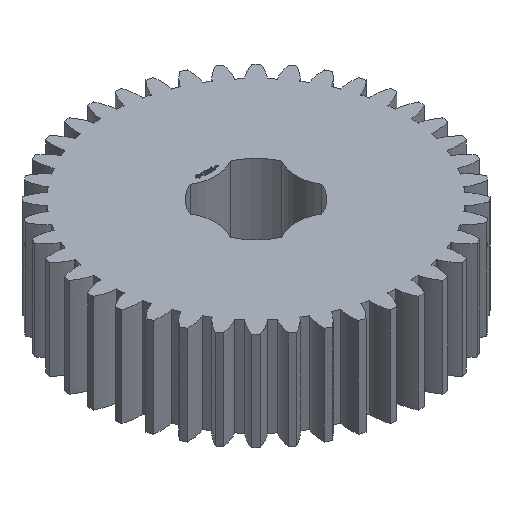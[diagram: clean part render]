
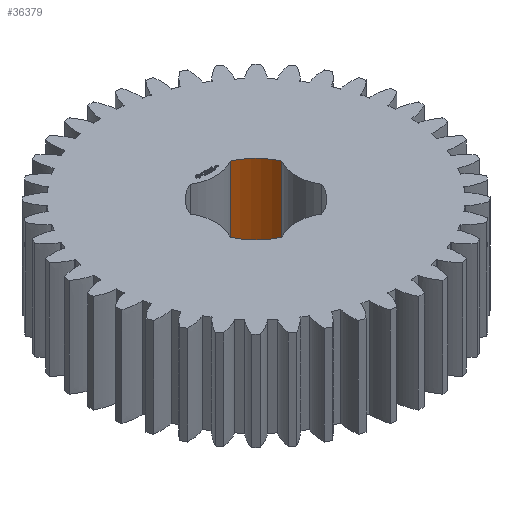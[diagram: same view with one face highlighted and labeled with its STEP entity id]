
A CAD part, isometric view. The second image highlights one B-rep face of the part: STEP entity #36379.
In plain terms, the highlighted cylindrical face has radius 6.35 mm (diameter 12.7 mm), a partial arc.
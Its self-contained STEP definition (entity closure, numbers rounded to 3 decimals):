
#93 = PLANE('',#94);
#94 = AXIS2_PLACEMENT_3D('',#95,#96,#97);
#95 = CARTESIAN_POINT('',(0.,0.,12.5)
  );
#96 = DIRECTION('',(0.,0.,1.));
#97 = DIRECTION('',(1.,0.,0.));
#168 = PLANE('',#169);
#169 = AXIS2_PLACEMENT_3D('',#170,#171,#172);
#170 = CARTESIAN_POINT('',(0.,0.,0.));
#171 = DIRECTION('',(0.,0.,1.));
#172 = DIRECTION('',(1.,0.,0.));
#11594 = VERTEX_POINT('',#11595);
#11595 = CARTESIAN_POINT('',(2.55,5.816,0.));
#11610 = CYLINDRICAL_SURFACE('',#11611,4.9);
#11611 = AXIS2_PLACEMENT_3D('',#11612,#11613,#11614);
#11612 = CARTESIAN_POINT('',(0.,10.,0.));
#11613 = DIRECTION('',(0.,-0.,-1.));
#11614 = DIRECTION('',(0.707,0.707,0.));
#11622 = EDGE_CURVE('',#11623,#11594,#11625,.T.);
#11623 = VERTEX_POINT('',#11624);
#11624 = CARTESIAN_POINT('',(5.816,2.55,0.));
#11625 = SURFACE_CURVE('',#11626,(#11631,#11638),.PCURVE_S1.);
#11626 = CIRCLE('',#11627,6.35);
#11627 = AXIS2_PLACEMENT_3D('',#11628,#11629,#11630);
#11628 = CARTESIAN_POINT('',(0.,0.,0.));
#11629 = DIRECTION('',(0.,-0.,1.));
#11630 = DIRECTION('',(0.707,0.707,0.));
#11631 = PCURVE('',#168,#11632);
#11632 = DEFINITIONAL_REPRESENTATION('',(#11633),#11637);
#11633 = CIRCLE('',#11634,6.35);
#11634 = AXIS2_PLACEMENT_2D('',#11635,#11636);
#11635 = CARTESIAN_POINT('',(0.,0.));
#11636 = DIRECTION('',(0.707,0.707));
#11637 = ( GEOMETRIC_REPRESENTATION_CONTEXT(2) 
PARAMETRIC_REPRESENTATION_CONTEXT() REPRESENTATION_CONTEXT('2D SPACE',''
  ) );
#11638 = PCURVE('',#11639,#11644);
#11639 = CYLINDRICAL_SURFACE('',#11640,6.35);
#11640 = AXIS2_PLACEMENT_3D('',#11641,#11642,#11643);
#11641 = CARTESIAN_POINT('',(0.,0.,0.));
#11642 = DIRECTION('',(0.,-0.,-1.));
#11643 = DIRECTION('',(0.707,0.707,0.));
#11644 = DEFINITIONAL_REPRESENTATION('',(#11645),#11649);
#11645 = LINE('',#11646,#11647);
#11646 = CARTESIAN_POINT('',(-0.,0.));
#11647 = VECTOR('',#11648,1.);
#11648 = DIRECTION('',(-1.,0.));
#11649 = ( GEOMETRIC_REPRESENTATION_CONTEXT(2) 
PARAMETRIC_REPRESENTATION_CONTEXT() REPRESENTATION_CONTEXT('2D SPACE',''
  ) );
#11668 = CYLINDRICAL_SURFACE('',#11669,4.9);
#11669 = AXIS2_PLACEMENT_3D('',#11670,#11671,#11672);
#11670 = CARTESIAN_POINT('',(10.,0.,0.));
#11671 = DIRECTION('',(0.,-0.,-1.));
#11672 = DIRECTION('',(0.707,0.707,0.));
#19930 = VERTEX_POINT('',#19931);
#19931 = CARTESIAN_POINT('',(2.55,5.816,12.5));
#19953 = EDGE_CURVE('',#19954,#19930,#19956,.T.);
#19954 = VERTEX_POINT('',#19955);
#19955 = CARTESIAN_POINT('',(5.816,2.55,12.5));
#19956 = SURFACE_CURVE('',#19957,(#19962,#19969),.PCURVE_S1.);
#19957 = CIRCLE('',#19958,6.35);
#19958 = AXIS2_PLACEMENT_3D('',#19959,#19960,#19961);
#19959 = CARTESIAN_POINT('',(0.,0.,12.5)
  );
#19960 = DIRECTION('',(0.,-0.,1.));
#19961 = DIRECTION('',(0.707,0.707,0.));
#19962 = PCURVE('',#93,#19963);
#19963 = DEFINITIONAL_REPRESENTATION('',(#19964),#19968);
#19964 = CIRCLE('',#19965,6.35);
#19965 = AXIS2_PLACEMENT_2D('',#19966,#19967);
#19966 = CARTESIAN_POINT('',(0.,0.));
#19967 = DIRECTION('',(0.707,0.707));
#19968 = ( GEOMETRIC_REPRESENTATION_CONTEXT(2) 
PARAMETRIC_REPRESENTATION_CONTEXT() REPRESENTATION_CONTEXT('2D SPACE',''
  ) );
#19969 = PCURVE('',#11639,#19970);
#19970 = DEFINITIONAL_REPRESENTATION('',(#19971),#19975);
#19971 = LINE('',#19972,#19973);
#19972 = CARTESIAN_POINT('',(-0.,-12.5));
#19973 = VECTOR('',#19974,1.);
#19974 = DIRECTION('',(-1.,0.));
#19975 = ( GEOMETRIC_REPRESENTATION_CONTEXT(2) 
PARAMETRIC_REPRESENTATION_CONTEXT() REPRESENTATION_CONTEXT('2D SPACE',''
  ) );
#36356 = EDGE_CURVE('',#11623,#19954,#36357,.T.);
#36357 = SURFACE_CURVE('',#36358,(#36362,#36369),.PCURVE_S1.);
#36358 = LINE('',#36359,#36360);
#36359 = CARTESIAN_POINT('',(5.816,2.55,0.));
#36360 = VECTOR('',#36361,1.);
#36361 = DIRECTION('',(0.,0.,1.));
#36362 = PCURVE('',#11668,#36363);
#36363 = DEFINITIONAL_REPRESENTATION('',(#36364),#36368);
#36364 = LINE('',#36365,#36366);
#36365 = CARTESIAN_POINT('',(-1.809,0.));
#36366 = VECTOR('',#36367,1.);
#36367 = DIRECTION('',(-0.,-1.));
#36368 = ( GEOMETRIC_REPRESENTATION_CONTEXT(2) 
PARAMETRIC_REPRESENTATION_CONTEXT() REPRESENTATION_CONTEXT('2D SPACE',''
  ) );
#36369 = PCURVE('',#11639,#36370);
#36370 = DEFINITIONAL_REPRESENTATION('',(#36371),#36375);
#36371 = LINE('',#36372,#36373);
#36372 = CARTESIAN_POINT('',(-5.911,0.));
#36373 = VECTOR('',#36374,1.);
#36374 = DIRECTION('',(-0.,-1.));
#36375 = ( GEOMETRIC_REPRESENTATION_CONTEXT(2) 
PARAMETRIC_REPRESENTATION_CONTEXT() REPRESENTATION_CONTEXT('2D SPACE',''
  ) );
#36379 = ADVANCED_FACE('',(#36380),#11639,.F.);
#36380 = FACE_BOUND('',#36381,.T.);
#36381 = EDGE_LOOP('',(#36382,#36383,#36384,#36405));
#36382 = ORIENTED_EDGE('',*,*,#36356,.T.);
#36383 = ORIENTED_EDGE('',*,*,#19953,.T.);
#36384 = ORIENTED_EDGE('',*,*,#36385,.F.);
#36385 = EDGE_CURVE('',#11594,#19930,#36386,.T.);
#36386 = SURFACE_CURVE('',#36387,(#36391,#36398),.PCURVE_S1.);
#36387 = LINE('',#36388,#36389);
#36388 = CARTESIAN_POINT('',(2.55,5.816,0.));
#36389 = VECTOR('',#36390,1.);
#36390 = DIRECTION('',(0.,0.,1.));
#36391 = PCURVE('',#11639,#36392);
#36392 = DEFINITIONAL_REPRESENTATION('',(#36393),#36397);
#36393 = LINE('',#36394,#36395);
#36394 = CARTESIAN_POINT('',(-6.655,0.));
#36395 = VECTOR('',#36396,1.);
#36396 = DIRECTION('',(-0.,-1.));
#36397 = ( GEOMETRIC_REPRESENTATION_CONTEXT(2) 
PARAMETRIC_REPRESENTATION_CONTEXT() REPRESENTATION_CONTEXT('2D SPACE',''
  ) );
#36398 = PCURVE('',#11610,#36399);
#36399 = DEFINITIONAL_REPRESENTATION('',(#36400),#36404);
#36400 = LINE('',#36401,#36402);
#36401 = CARTESIAN_POINT('',(-4.474,0.));
#36402 = VECTOR('',#36403,1.);
#36403 = DIRECTION('',(-0.,-1.));
#36404 = ( GEOMETRIC_REPRESENTATION_CONTEXT(2) 
PARAMETRIC_REPRESENTATION_CONTEXT() REPRESENTATION_CONTEXT('2D SPACE',''
  ) );
#36405 = ORIENTED_EDGE('',*,*,#11622,.F.);
